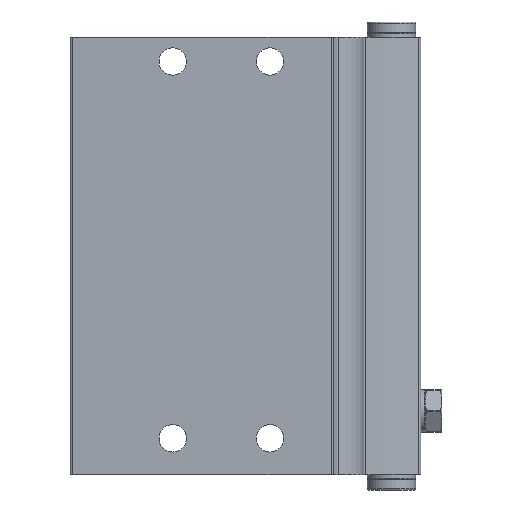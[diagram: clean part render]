
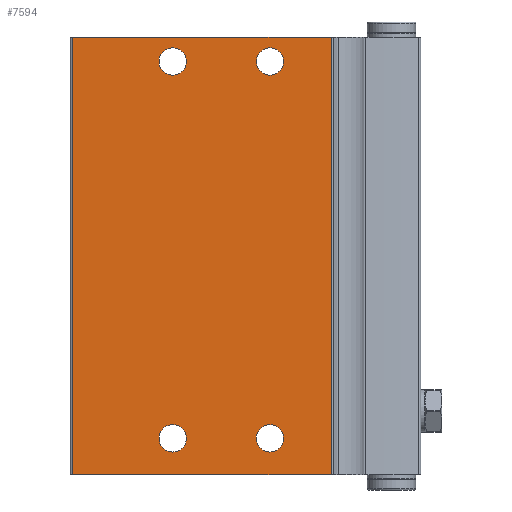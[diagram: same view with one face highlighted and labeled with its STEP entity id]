
A CAD part, front view. The second image highlights one B-rep face of the part: STEP entity #7594.
In plain terms, the highlighted planar face has unit normal (0, -1, 0).
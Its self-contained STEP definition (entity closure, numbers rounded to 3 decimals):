
#198=LINE('',#12508,#769);
#199=LINE('',#12518,#770);
#200=LINE('',#12520,#771);
#201=LINE('',#12522,#772);
#769=VECTOR('',#9549,1000.);
#770=VECTOR('',#9560,1000.);
#771=VECTOR('',#9561,1000.);
#772=VECTOR('',#9562,1000.);
#1320=PLANE('',#8572);
#1615=CIRCLE('',#8573,2.25);
#1616=CIRCLE('',#8574,2.25);
#1617=CIRCLE('',#8575,2.25);
#1618=CIRCLE('',#8576,2.25);
#2088=ORIENTED_EDGE('',*,*,#4091,.F.);
#2089=ORIENTED_EDGE('',*,*,#4092,.F.);
#2090=ORIENTED_EDGE('',*,*,#4093,.F.);
#2091=ORIENTED_EDGE('',*,*,#4094,.F.);
#2092=ORIENTED_EDGE('',*,*,#4095,.F.);
#2093=ORIENTED_EDGE('',*,*,#4090,.F.);
#2094=ORIENTED_EDGE('',*,*,#4096,.T.);
#2095=ORIENTED_EDGE('',*,*,#4097,.T.);
#4090=EDGE_CURVE('',#5084,#5083,#198,.T.);
#4091=EDGE_CURVE('',#5085,#5085,#1615,.T.);
#4092=EDGE_CURVE('',#5086,#5086,#1616,.T.);
#4093=EDGE_CURVE('',#5087,#5087,#1617,.T.);
#4094=EDGE_CURVE('',#5088,#5088,#1618,.T.);
#4095=EDGE_CURVE('',#5083,#5089,#199,.T.);
#4096=EDGE_CURVE('',#5084,#5090,#200,.T.);
#4097=EDGE_CURVE('',#5090,#5089,#201,.T.);
#5083=VERTEX_POINT('',#12505);
#5084=VERTEX_POINT('',#12507);
#5085=VERTEX_POINT('',#12511);
#5086=VERTEX_POINT('',#12513);
#5087=VERTEX_POINT('',#12515);
#5088=VERTEX_POINT('',#12517);
#5089=VERTEX_POINT('',#12519);
#5090=VERTEX_POINT('',#12521);
#5893=EDGE_LOOP('',(#2088));
#5894=EDGE_LOOP('',(#2089));
#5895=EDGE_LOOP('',(#2090));
#5896=EDGE_LOOP('',(#2091));
#5897=EDGE_LOOP('',(#2092,#2093,#2094,#2095));
#6680=FACE_BOUND('',#5893,.T.);
#6681=FACE_BOUND('',#5894,.T.);
#6682=FACE_BOUND('',#5895,.T.);
#6683=FACE_BOUND('',#5896,.T.);
#6684=FACE_BOUND('',#5897,.T.);
#7594=ADVANCED_FACE('',(#6680,#6681,#6682,#6683,#6684),#1320,.T.);
#8572=AXIS2_PLACEMENT_3D('',#12509,#9550,#9551);
#8573=AXIS2_PLACEMENT_3D('',#12510,#9552,#9553);
#8574=AXIS2_PLACEMENT_3D('',#12512,#9554,#9555);
#8575=AXIS2_PLACEMENT_3D('',#12514,#9556,#9557);
#8576=AXIS2_PLACEMENT_3D('',#12516,#9558,#9559);
#9549=DIRECTION('',(0.,0.,1.));
#9550=DIRECTION('',(0.,-1.,0.));
#9551=DIRECTION('',(0.,0.,-1.));
#9552=DIRECTION('',(0.,-1.,0.));
#9553=DIRECTION('',(0.,0.,-1.));
#9554=DIRECTION('',(0.,-1.,0.));
#9555=DIRECTION('',(0.,0.,-1.));
#9556=DIRECTION('',(0.,-1.,0.));
#9557=DIRECTION('',(0.,0.,-1.));
#9558=DIRECTION('',(0.,-1.,0.));
#9559=DIRECTION('',(0.,0.,-1.));
#9560=DIRECTION('',(1.,0.,0.));
#9561=DIRECTION('',(1.,0.,0.));
#9562=DIRECTION('',(0.,0.,1.));
#12505=CARTESIAN_POINT('',(-18.069,0.,0.));
#12507=CARTESIAN_POINT('',(-18.069,0.,-72.));
#12508=CARTESIAN_POINT('',(-18.069,0.,-72.));
#12509=CARTESIAN_POINT('',(-18.069,0.,-72.));
#12510=CARTESIAN_POINT('',(-8.,0.,-6.));
#12511=CARTESIAN_POINT('',(-8.,0.,-8.25));
#12512=CARTESIAN_POINT('',(-8.,0.,-68.));
#12513=CARTESIAN_POINT('',(-8.,0.,-70.25));
#12514=CARTESIAN_POINT('',(8.,0.,-68.));
#12515=CARTESIAN_POINT('',(8.,0.,-70.25));
#12516=CARTESIAN_POINT('',(8.,0.,-6.));
#12517=CARTESIAN_POINT('',(8.,0.,-8.25));
#12518=CARTESIAN_POINT('',(-18.069,0.,0.));
#12519=CARTESIAN_POINT('',(24.5,0.,0.));
#12520=CARTESIAN_POINT('',(-18.069,0.,-72.));
#12521=CARTESIAN_POINT('',(24.5,0.,-72.));
#12522=CARTESIAN_POINT('',(24.5,0.,-72.));
